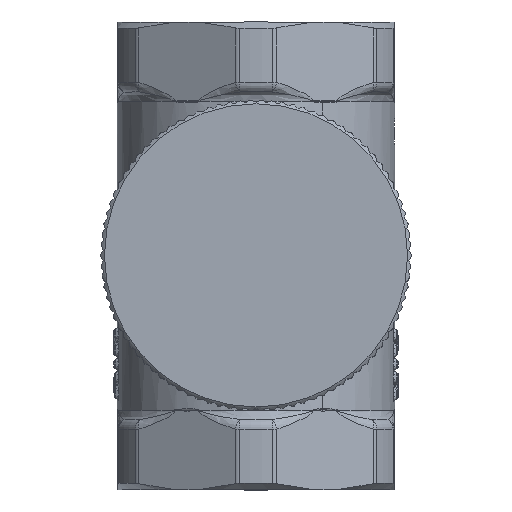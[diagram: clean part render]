
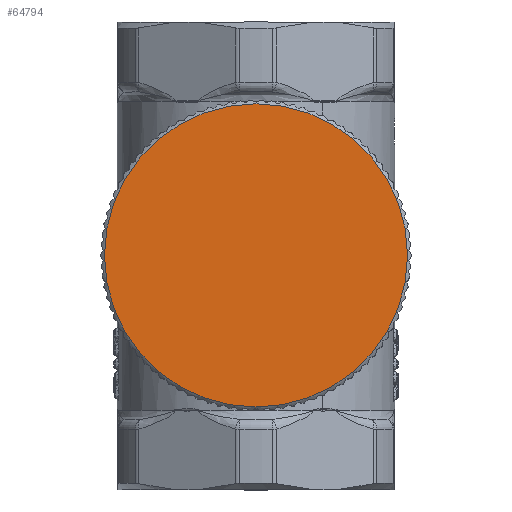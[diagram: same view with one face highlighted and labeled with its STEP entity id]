
A CAD part, top view. The second image highlights one B-rep face of the part: STEP entity #64794.
In plain terms, the highlighted planar face has unit normal (0, 0, 1).
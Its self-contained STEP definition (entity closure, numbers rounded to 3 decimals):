
#64771=CARTESIAN_POINT('Axis2P3D Location',(0.,32.936,132.748)) ;
#64776=CARTESIAN_POINT('Axis2P3D Location',(0.,53.686,132.748)) ;
#64780=CARTESIAN_POINT('Vertex',(0.,32.936,132.748)) ;
#64782=CARTESIAN_POINT('Vertex',(0.,74.436,132.748)) ;
#64785=CARTESIAN_POINT('Axis2P3D Location',(0.,53.686,132.748)) ;
#64772=DIRECTION('Axis2P3D Direction',(0.,0.,1.)) ;
#64773=DIRECTION('Axis2P3D XDirection',(1.,0.,0.)) ;
#64777=DIRECTION('Axis2P3D Direction',(0.,0.,1.)) ;
#64786=DIRECTION('Axis2P3D Direction',(0.,0.,1.)) ;
#64774=AXIS2_PLACEMENT_3D('Plane Axis2P3D',#64771,#64772,#64773) ;
#64778=AXIS2_PLACEMENT_3D('Circle Axis2P3D',#64776,#64777,$) ;
#64787=AXIS2_PLACEMENT_3D('Circle Axis2P3D',#64785,#64786,$) ;
#64779=CIRCLE('generated circle',#64778,20.75) ;
#64788=CIRCLE('generated circle',#64787,20.75) ;
#64775=PLANE('',#64774) ;
#64784=EDGE_CURVE('',#64781,#64783,#64779,.T.) ;
#64789=EDGE_CURVE('',#64783,#64781,#64788,.T.) ;
#64791=ORIENTED_EDGE('',*,*,#64784,.T.) ;
#64792=ORIENTED_EDGE('',*,*,#64789,.T.) ;
#64790=EDGE_LOOP('',(#64791,#64792)) ;
#64781=VERTEX_POINT('',#64780) ;
#64783=VERTEX_POINT('',#64782) ;
#64794=ADVANCED_FACE('PartBody',(#64793),#64775,.T.) ;
#64793=FACE_OUTER_BOUND('',#64790,.T.) ;
